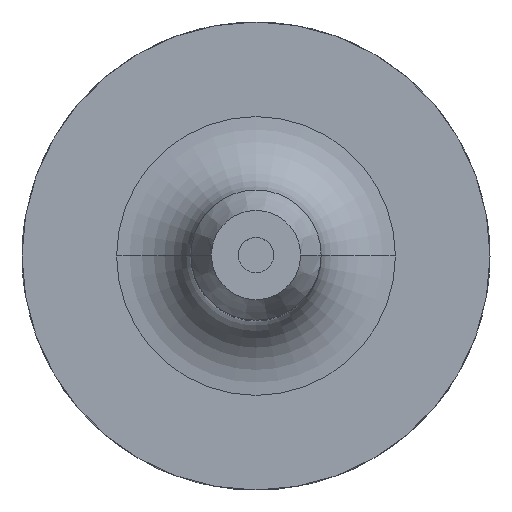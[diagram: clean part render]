
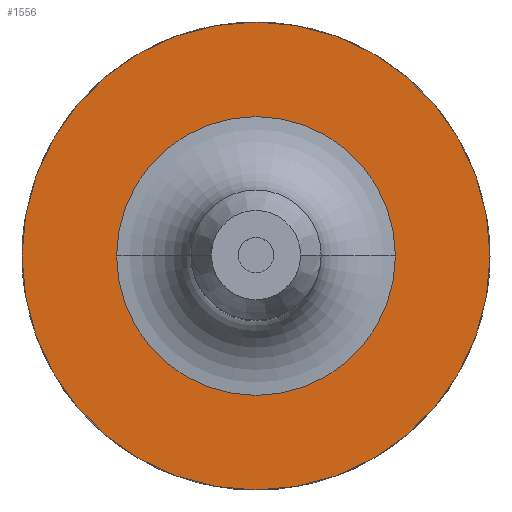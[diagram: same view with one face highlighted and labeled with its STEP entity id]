
A CAD part, top view. The second image highlights one B-rep face of the part: STEP entity #1556.
In plain terms, the highlighted planar face has unit normal (0, 0, 1).
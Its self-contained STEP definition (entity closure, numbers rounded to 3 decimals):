
#10 = EDGE_CURVE ( 'NONE', #1478, #18, #797, .T. ) ;
#18 = VERTEX_POINT ( 'NONE', #1264 ) ;
#39 = CARTESIAN_POINT ( 'NONE',  ( 0., 8.763, 27. ) ) ;
#88 = AXIS2_PLACEMENT_3D ( 'NONE', #1402, #155, #521 ) ;
#155 = DIRECTION ( 'NONE',  ( 0., 0., -1. ) ) ;
#160 = DIRECTION ( 'NONE',  ( 0., 0., -1. ) ) ;
#171 = CARTESIAN_POINT ( 'NONE',  ( 0., 0., 27. ) ) ;
#204 = DIRECTION ( 'NONE',  ( 0., 0., -1. ) ) ;
#214 = EDGE_LOOP ( 'NONE', ( #1391, #830 ) ) ;
#296 = DIRECTION ( 'NONE',  ( -1., 0., 0. ) ) ;
#383 = CIRCLE ( 'NONE', #1233, 18.763 ) ;
#422 = CIRCLE ( 'NONE', #773, 31.5 ) ;
#433 = ORIENTED_EDGE ( 'NONE', *, *, #1439, .F. ) ;
#519 = CARTESIAN_POINT ( 'NONE',  ( 0., 0., 27. ) ) ;
#521 = DIRECTION ( 'NONE',  ( -1., 0., 0. ) ) ;
#583 = CARTESIAN_POINT ( 'NONE',  ( 31.5, 0., 27. ) ) ;
#619 = ORIENTED_EDGE ( 'NONE', *, *, #1117, .F. ) ;
#640 = DIRECTION ( 'NONE',  ( -1., 0., 0. ) ) ;
#719 = AXIS2_PLACEMENT_3D ( 'NONE', #171, #1038, #296 ) ;
#768 = PLANE ( 'NONE',  #1590 ) ;
#773 = AXIS2_PLACEMENT_3D ( 'NONE', #519, #1386, #640 ) ;
#797 = CIRCLE ( 'NONE', #88, 18.763 ) ;
#830 = ORIENTED_EDGE ( 'NONE', *, *, #10, .T. ) ;
#881 = FACE_OUTER_BOUND ( 'NONE', #1420, .T. ) ;
#895 = CARTESIAN_POINT ( 'NONE',  ( 18.763, 0., 27. ) ) ;
#944 = CARTESIAN_POINT ( 'NONE',  ( 0., 0., 27. ) ) ;
#952 = VERTEX_POINT ( 'NONE', #1009 ) ;
#1009 = CARTESIAN_POINT ( 'NONE',  ( -31.5, 0., 27. ) ) ;
#1021 = DIRECTION ( 'NONE',  ( -1., 0., 0. ) ) ;
#1038 = DIRECTION ( 'NONE',  ( 0., 0., -1. ) ) ;
#1077 = DIRECTION ( 'NONE',  ( -1., 0., 0. ) ) ;
#1117 = EDGE_CURVE ( 'NONE', #1298, #952, #1413, .T. ) ;
#1204 = EDGE_CURVE ( 'NONE', #18, #1478, #383, .T. ) ;
#1233 = AXIS2_PLACEMENT_3D ( 'NONE', #944, #204, #1077 ) ;
#1264 = CARTESIAN_POINT ( 'NONE',  ( -18.763, 0., 27. ) ) ;
#1298 = VERTEX_POINT ( 'NONE', #583 ) ;
#1386 = DIRECTION ( 'NONE',  ( 0., 0., -1. ) ) ;
#1391 = ORIENTED_EDGE ( 'NONE', *, *, #1204, .T. ) ;
#1402 = CARTESIAN_POINT ( 'NONE',  ( 0., 0., 27. ) ) ;
#1413 = CIRCLE ( 'NONE', #719, 31.5 ) ;
#1420 = EDGE_LOOP ( 'NONE', ( #433, #619 ) ) ;
#1439 = EDGE_CURVE ( 'NONE', #952, #1298, #422, .T. ) ;
#1478 = VERTEX_POINT ( 'NONE', #895 ) ;
#1556 = ADVANCED_FACE ( 'NONE', ( #1577, #881 ), #768, .F. ) ;
#1577 = FACE_BOUND ( 'NONE', #214, .T. ) ;
#1590 = AXIS2_PLACEMENT_3D ( 'NONE', #39, #160, #1021 ) ;
